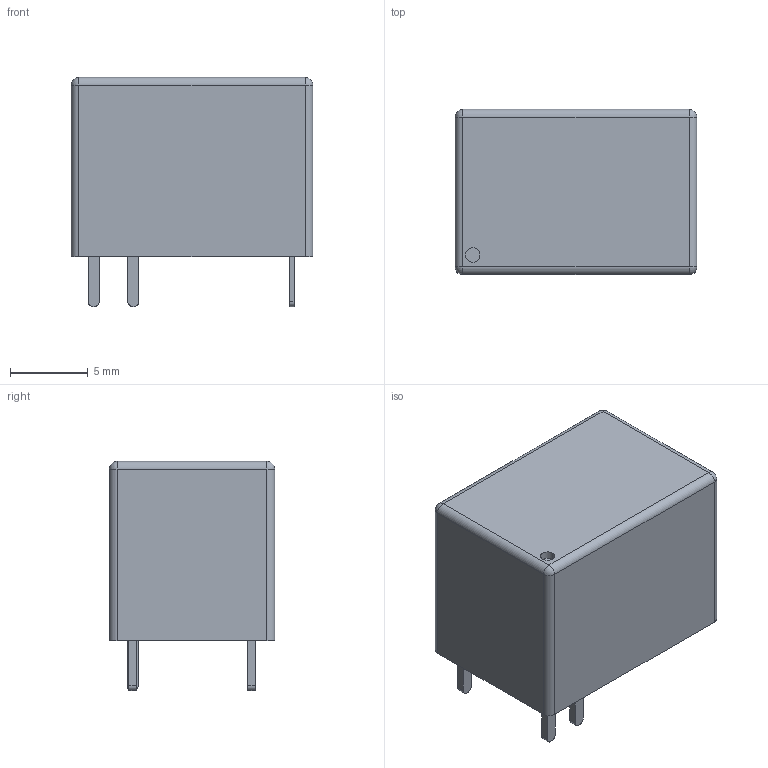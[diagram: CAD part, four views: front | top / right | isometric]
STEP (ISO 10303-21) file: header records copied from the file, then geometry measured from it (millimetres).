
FILE_DESCRIPTION (( 'STEP AP214' ), '1' );
FILE_NAME ('RELAY-TH_946H-1C-XXD-F.step', '2022-07-09T12:57:11', ( '' ), ( '' ), 'SwSTEP 2.0', 'SolidWorks 2020', '' );
FILE_SCHEMA (( 'AUTOMOTIVE_DESIGN' ));
Length unit declared in the file: millimetre
Products named in the file (1): RELAY-TH_946H-1C-XXD-F
Bounding box: 15.5 x 10.61 x 14.7 mm (x, y, z)
Volume: 1889 mm3; surface area: 945.8 mm2
Topology: 1 solids, 1 shells, 339 faces, 907 edges, 598 vertices
Faces by surface type: plane 203, bspline 112, cylinder 20, sphere 4
Entity records: 14404 total; most frequent: CARTESIAN_POINT 3945, ORIENTED_EDGE 1806, DIRECTION 1171, EDGE_CURVE 903, VECTOR 635, LINE 635, VERTEX_POINT 598, EDGE_LOOP 371
